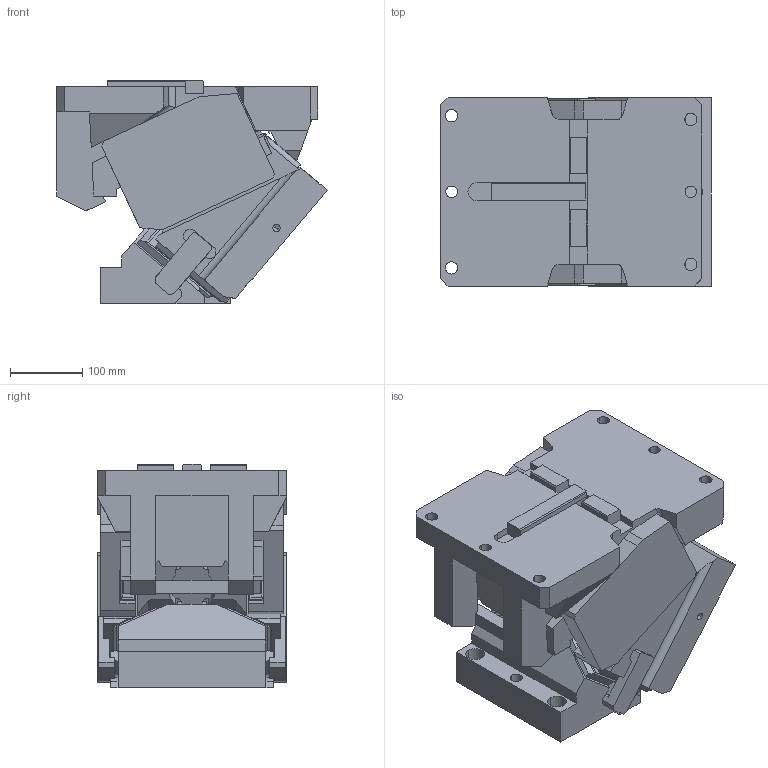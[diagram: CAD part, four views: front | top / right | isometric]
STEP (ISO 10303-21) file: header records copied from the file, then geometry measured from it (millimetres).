
FILE_DESCRIPTION(('CATIA V5 STEP Exchange'),'2;1');
FILE_NAME('CACV_F_260_40.stp','2015-04-27T06:57:05+00:00',('none'),('none'),'CATIA Version 5 Release 19 SP 2 (IN-10)','CATIA V5 STEP AP203','none');
FILE_SCHEMA(('CONFIG_CONTROL_DESIGN'));
Length unit declared in the file: millimetre
Products named in the file (1): CACV_F_260_40
Bounding box: 373.16 x 260 x 309 mm (x, y, z)
Volume: 17611346.1 mm3; surface area: 951241.7 mm2
Topology: 3 solids, 5 shells, 666 faces, 1991 edges, 1325 vertices
Faces by surface type: plane 465, cylinder 189, cone 6, extrusion 4, bspline 2
Entity records: 23125 total; most frequent: CARTESIAN_POINT 6105, ORIENTED_EDGE 3970, DIRECTION 2810, EDGE_CURVE 1985, VECTOR 1521, LINE 1517, VERTEX_POINT 1325, AXIS2_PLACEMENT_3D 745
